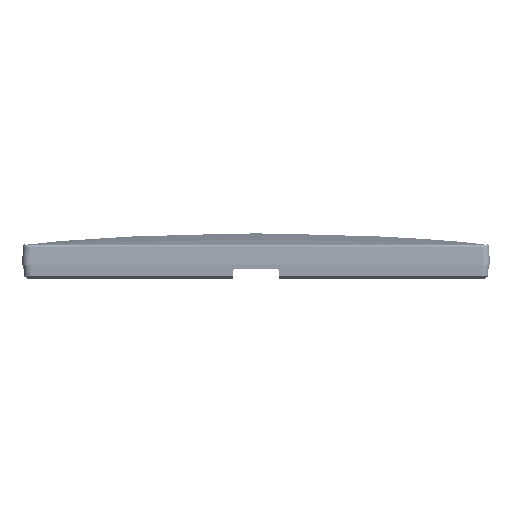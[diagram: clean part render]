
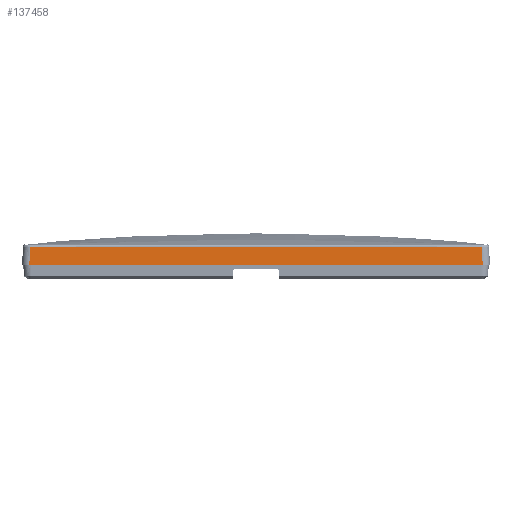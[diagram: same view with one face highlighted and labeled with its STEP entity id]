
A CAD part, left-side view. The second image highlights one B-rep face of the part: STEP entity #137458.
In plain terms, the highlighted planar face has unit normal (-0.999, 0, 0.052).
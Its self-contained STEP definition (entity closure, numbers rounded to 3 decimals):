
#137446=AXIS2_PLACEMENT_3D('Plane Axis2P3D',#137443,#137444,#137445) ;
#33255=CARTESIAN_POINT('Vertex',(261.221,-99.931,348.41)) ;
#33258=CARTESIAN_POINT('Line Origine',(261.221,-56.329,348.41)) ;
#33262=CARTESIAN_POINT('Vertex',(261.221,-12.727,348.41)) ;
#136483=CARTESIAN_POINT('Vertex',(261.401,-12.907,351.842)) ;
#136629=CARTESIAN_POINT('Control Point',(261.401,-99.751,351.842)) ;
#136630=CARTESIAN_POINT('Control Point',(261.401,-97.373,351.85)) ;
#136631=CARTESIAN_POINT('Control Point',(261.401,-95.067,351.858)) ;
#136632=CARTESIAN_POINT('Control Point',(261.402,-93.028,351.864)) ;
#136633=CARTESIAN_POINT('Control Point',(261.402,-88.082,351.877)) ;
#136634=CARTESIAN_POINT('Control Point',(261.403,-83.135,351.888)) ;
#136635=CARTESIAN_POINT('Control Point',(261.403,-80.798,351.893)) ;
#136636=CARTESIAN_POINT('Control Point',(261.404,-73.202,351.906)) ;
#136637=CARTESIAN_POINT('Control Point',(261.404,-65.606,351.913)) ;
#136638=CARTESIAN_POINT('Control Point',(261.405,-60.658,351.916)) ;
#136639=CARTESIAN_POINT('Control Point',(261.405,-53.099,351.916)) ;
#136640=CARTESIAN_POINT('Control Point',(261.404,-45.539,351.911)) ;
#136641=CARTESIAN_POINT('Control Point',(261.404,-43.055,351.909)) ;
#136642=CARTESIAN_POINT('Control Point',(261.404,-37.962,351.903)) ;
#136643=CARTESIAN_POINT('Control Point',(261.403,-32.868,351.895)) ;
#136644=CARTESIAN_POINT('Control Point',(261.403,-30.613,351.89)) ;
#136645=CARTESIAN_POINT('Control Point',(261.403,-25.432,351.879)) ;
#136646=CARTESIAN_POINT('Control Point',(261.402,-20.252,351.865)) ;
#136647=CARTESIAN_POINT('Control Point',(261.402,-18.117,351.859)) ;
#136648=CARTESIAN_POINT('Control Point',(261.401,-15.512,351.851)) ;
#136649=CARTESIAN_POINT('Control Point',(261.401,-12.907,351.842)) ;
#136650=CARTESIAN_POINT('Vertex',(261.401,-99.751,351.842)) ;
#137430=CARTESIAN_POINT('Line Origine',(261.257,-12.763,349.098)) ;
#137443=CARTESIAN_POINT('Axis2P3D Location',(261.221,-56.329,348.41)) ;
#137449=CARTESIAN_POINT('Control Point',(261.221,-99.931,348.41)) ;
#137450=CARTESIAN_POINT('Control Point',(261.401,-99.751,351.842)) ;
#33259=DIRECTION('Vector Direction',(0.,1.,0.)) ;
#137431=DIRECTION('Vector Direction',(0.052,-0.052,0.997)) ;
#137444=DIRECTION('Axis2P3D Direction',(-0.999,0.,0.052)) ;
#137445=DIRECTION('Axis2P3D XDirection',(0.,1.,0.)) ;
#33260=VECTOR('Line Direction',#33259,1.) ;
#137432=VECTOR('Line Direction',#137431,1.) ;
#137453=ORIENTED_EDGE('',*,*,#137451,.T.) ;
#137454=ORIENTED_EDGE('',*,*,#136652,.F.) ;
#137455=ORIENTED_EDGE('',*,*,#137434,.F.) ;
#137456=ORIENTED_EDGE('',*,*,#33264,.F.) ;
#137458=ADVANCED_FACE('PartBody',(#137457),#137447,.T.) ;
#136628=B_SPLINE_CURVE_WITH_KNOTS('',5,(#136629,#136630,#136631,#136632,#136633,#136634,#136635,#136636,#136637,#136638,#136639,#136640,#136641,#136642,#136643,#136644,#136645,#136646,#136647,#136648,#136649),.UNSPECIFIED.,.F.,.U.,(6,3,3,3,3,3,6),(27.396,44.316,62.392,98.061,115.878,134.098,152.531),.UNSPECIFIED.) ;
#137448=B_SPLINE_CURVE_WITH_KNOTS('',1,(#137449,#137450),.UNSPECIFIED.,.F.,.U.,(2,2),(-0.691,2.751),.UNSPECIFIED.) ;
#33264=EDGE_CURVE('',#33256,#33263,#33261,.T.) ;
#136652=EDGE_CURVE('',#136484,#136651,#136628,.F.) ;
#137434=EDGE_CURVE('',#33263,#136484,#137433,.T.) ;
#137451=EDGE_CURVE('',#33256,#136651,#137448,.T.) ;
#137452=EDGE_LOOP('',(#137453,#137454,#137455,#137456)) ;
#137457=FACE_OUTER_BOUND('',#137452,.T.) ;
#33261=LINE('Line',#33258,#33260) ;
#137433=LINE('Line',#137430,#137432) ;
#137447=PLANE('',#137446) ;
#33256=VERTEX_POINT('',#33255) ;
#33263=VERTEX_POINT('',#33262) ;
#136484=VERTEX_POINT('',#136483) ;
#136651=VERTEX_POINT('',#136650) ;
